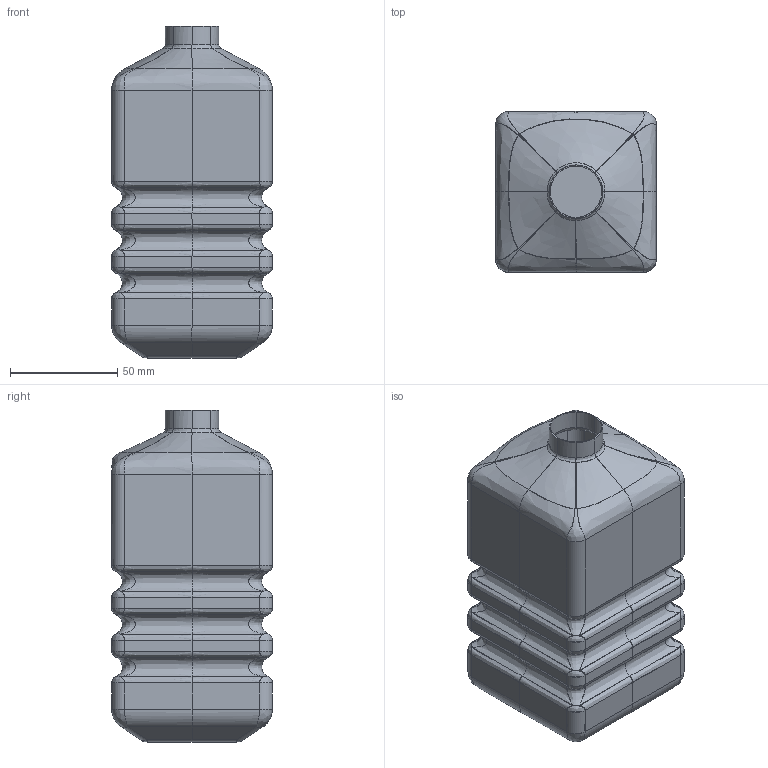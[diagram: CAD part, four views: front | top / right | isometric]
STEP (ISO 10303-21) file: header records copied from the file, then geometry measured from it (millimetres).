
FILE_DESCRIPTION(('CATIA V5 STEP Exchange'),'2;1');
FILE_NAME('botella.stp','2020-09-30T11:00:07+00:00',('none'),('none'),'CATIA Version 5 Release 21 GA (IN-10)','CATIA V5 STEP AP203','none');
FILE_SCHEMA(('CONFIG_CONTROL_DESIGN'));
Products named in the file (1): botella
Bounding box: 75 x 75 x 155 mm (x, y, z)
Volume: 24871.8 mm3; surface area: 98811.8 mm2
Topology: 1 solids, 1 shells, 431 faces, 903 edges, 440 vertices
Faces by surface type: bspline 271, cylinder 76, plane 76, sphere 8
Entity records: 61542 total; most frequent: CARTESIAN_POINT 54763, ORIENTED_EDGE 1738, EDGE_CURVE 869, DIRECTION 625, B_SPLINE_CURVE_WITH_KNOTS 564, VERTEX_POINT 440, ADVANCED_FACE 431, EDGE_LOOP 431
